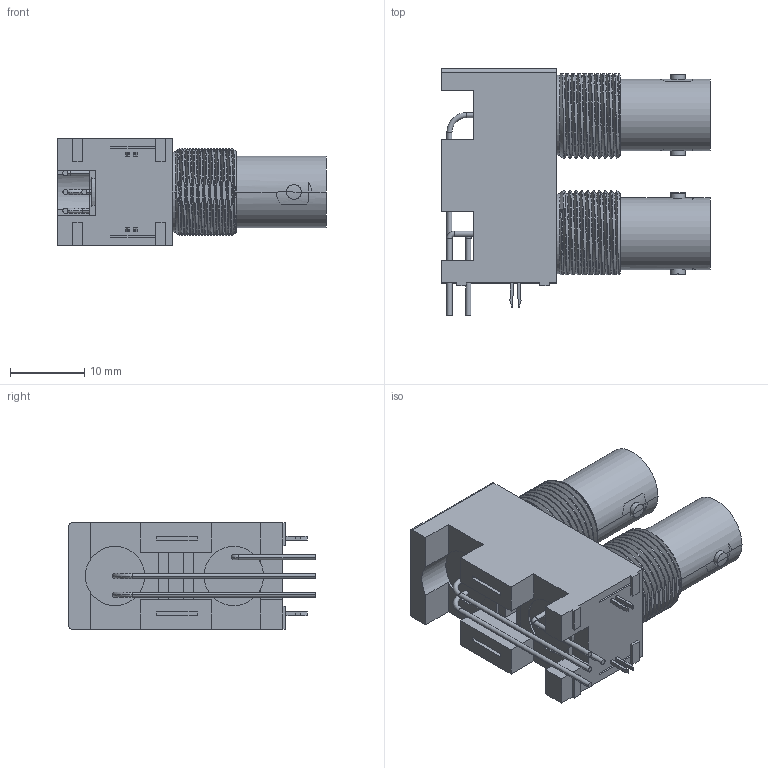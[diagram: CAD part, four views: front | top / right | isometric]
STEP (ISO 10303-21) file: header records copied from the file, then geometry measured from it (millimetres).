
FILE_DESCRIPTION(('STEP AP214'),'1');
FILE_NAME('112661.step','2019-11-28T07:32:14',(' '),('ANSOFT Corporation'),'Spatial InterOp 3D',' ',' ');
FILE_SCHEMA(('AUTOMOTIVE_DESIGN { 1 0 10303 214 1 1 1 1 }'));
Length unit declared in the file: millimetre
Products named in the file (1): 112661_Unnamed_2
Bounding box: 36.2 x 33.25 x 14.4 mm (x, y, z)
Volume: 7782.7 mm3; surface area: 4920.8 mm2
Topology: 1 solids, 1 shells, 343 faces, 902 edges, 582 vertices
Faces by surface type: plane 169, cylinder 110, cone 38, bspline 18, torus 8
Entity records: 42733 total; most frequent: CARTESIAN_POINT 31885, ORIENTED_EDGE 1804, DIRECTION 1496, EDGE_CURVE 902, VERTEX_POINT 582, AXIS2_PLACEMENT_3D 512, LINE 472, VECTOR 472
